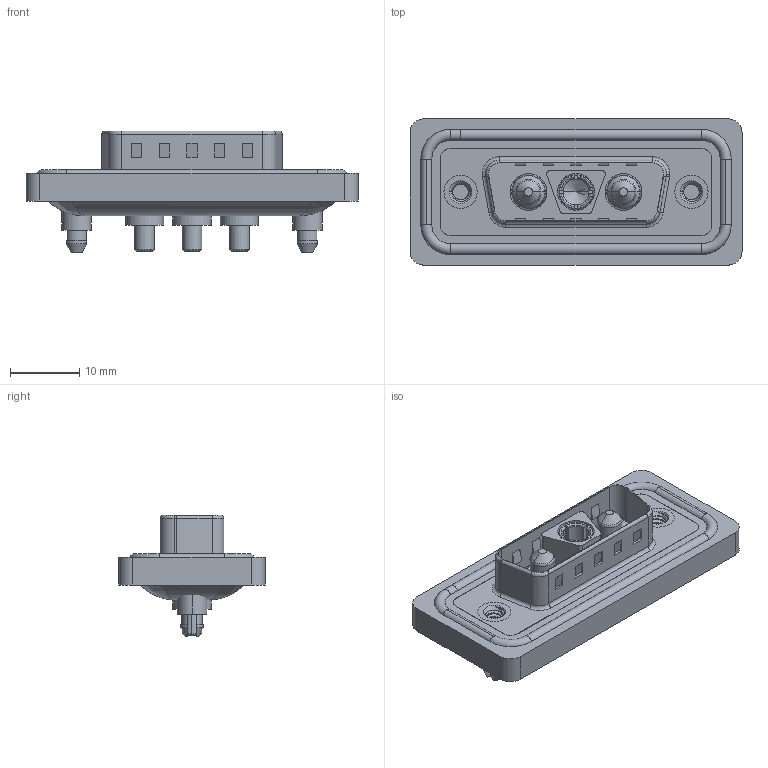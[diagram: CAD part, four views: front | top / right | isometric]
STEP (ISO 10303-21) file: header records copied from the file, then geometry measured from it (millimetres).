
FILE_DESCRIPTION (( 'STEP AP203' ), '1' );
FILE_NAME ('627W3WK3124-2N5.STEP', '2024-03-20T14:23:02', ( '' ), ( '' ), 'SwSTEP 2.0', 'SolidWorks 2023', '' );
FILE_SCHEMA (( 'CONFIG_CONTROL_DESIGN' ));
Length unit declared in the file: millimetre
Products named in the file (8): 627Combo Shell Front_15 Contacts; Power Pin_20A S; Power Socket_20A S; 627Combo Threaded Boardlock_5; 627Combo Shell Rear_15 Contacts; 627Combo Housing_3WK3; 627Combo Waterproof Housing_15 Contacts; 627W3WK3124-2N5
Assembly tree (9 placements, depth 2):
  627W3WK3124-2N5
    627Combo Housing_3WK3
    627Combo Waterproof Housing_15 Contacts
    627Combo Shell Rear_15 Contacts
    627Combo Shell Front_15 Contacts
    627Combo Threaded Boardlock_5  x2
    Power Socket_20A S
    Power Pin_20A S  x2
Bounding box: 47.9 x 21.1 x 17.6 mm (x, y, z)
Volume: 5821.7 mm3; surface area: 9460.1 mm2
Topology: 13 solids, 13 shells, 659 faces, 1648 edges, 1040 vertices
Faces by surface type: cylinder 282, plane 247, torus 72, cone 45, bspline 13
Entity records: 19979 total; most frequent: CARTESIAN_POINT 5286, DIRECTION 2977, ORIENTED_EDGE 2838, EDGE_CURVE 1419, AXIS2_PLACEMENT_3D 1120, VERTEX_POINT 903, LINE 737, VECTOR 737
